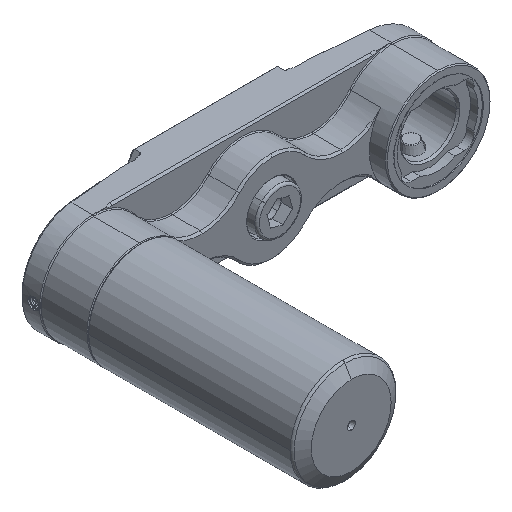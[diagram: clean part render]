
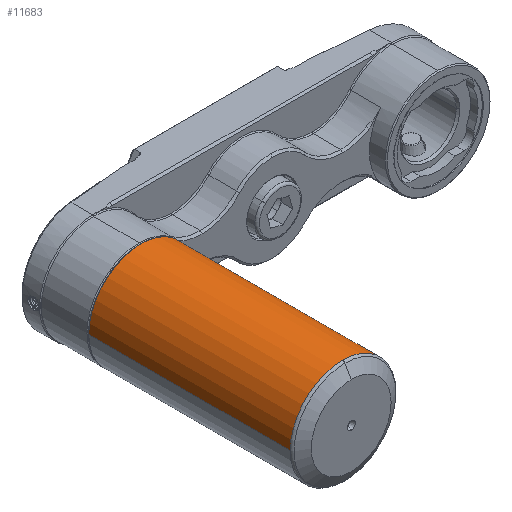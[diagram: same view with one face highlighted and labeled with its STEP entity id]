
A CAD part, isometric view. The second image highlights one B-rep face of the part: STEP entity #11683.
In plain terms, the highlighted cylindrical face has radius 27.5 mm (diameter 55 mm), a partial arc.
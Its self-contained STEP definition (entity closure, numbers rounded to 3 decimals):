
#243 = DIRECTION ( 'NONE',  ( -1., 0., 0. ) ) ;
#733 = DIRECTION ( 'NONE',  ( -1., 0., 0. ) ) ;
#822 = DIRECTION ( 'NONE',  ( 0., 0., 1. ) ) ;
#959 = DIRECTION ( 'NONE',  ( -1., 0., 0. ) ) ;
#1033 = LINE ( 'NONE', #13896, #8576 ) ;
#1276 = CARTESIAN_POINT ( 'NONE',  ( 30.4, 0., -27.5 ) ) ;
#2218 = CARTESIAN_POINT ( 'NONE',  ( 30.4, 0., 27.5 ) ) ;
#2232 = VERTEX_POINT ( 'NONE', #1276 ) ;
#2299 = ORIENTED_EDGE ( 'NONE', *, *, #9627, .F. ) ;
#2414 = AXIS2_PLACEMENT_3D ( 'NONE', #4200, #11790, #5417 ) ;
#2431 = DIRECTION ( 'NONE',  ( 0., 1., 0. ) ) ;
#2608 = AXIS2_PLACEMENT_3D ( 'NONE', #5971, #733, #822 ) ;
#3454 = DIRECTION ( 'NONE',  ( 0., 0., 1. ) ) ;
#4200 = CARTESIAN_POINT ( 'NONE',  ( 136.381, 0., 0. ) ) ;
#4203 = VECTOR ( 'NONE', #5612, 1000. ) ;
#5039 = AXIS2_PLACEMENT_3D ( 'NONE', #9842, #9792, #2431 ) ;
#5180 = CYLINDRICAL_SURFACE ( 'NONE', #8732, 27.5 ) ;
#5417 = DIRECTION ( 'NONE',  ( 0., 1., 0. ) ) ;
#5511 = CARTESIAN_POINT ( 'NONE',  ( -7.756, 0., 27.5 ) ) ;
#5526 = VERTEX_POINT ( 'NONE', #2218 ) ;
#5589 = ORIENTED_EDGE ( 'NONE', *, *, #10453, .F. ) ;
#5612 = DIRECTION ( 'NONE',  ( -1., 0., 0. ) ) ;
#5907 = EDGE_CURVE ( 'NONE', #11896, #13804, #11146, .T. ) ;
#5971 = CARTESIAN_POINT ( 'NONE',  ( 30.4, 0., 0. ) ) ;
#6660 = CARTESIAN_POINT ( 'NONE',  ( 136.381, 0., 27.5 ) ) ;
#6728 = CARTESIAN_POINT ( 'NONE',  ( -7.756, 0., 0. ) ) ;
#7135 = EDGE_CURVE ( 'NONE', #2232, #5526, #11301, .T. ) ;
#7209 = LINE ( 'NONE', #5511, #4203 ) ;
#7221 = CARTESIAN_POINT ( 'NONE',  ( 136.381, 0., -27.5 ) ) ;
#7384 = CIRCLE ( 'NONE', #5039, 27.5 ) ;
#7509 = ORIENTED_EDGE ( 'NONE', *, *, #5907, .F. ) ;
#8055 = EDGE_LOOP ( 'NONE', ( #2299, #7509, #5589, #8940, #10958 ) ) ;
#8576 = VECTOR ( 'NONE', #959, 1000. ) ;
#8732 = AXIS2_PLACEMENT_3D ( 'NONE', #6728, #243, #3454 ) ;
#8940 = ORIENTED_EDGE ( 'NONE', *, *, #10483, .T. ) ;
#9409 = CARTESIAN_POINT ( 'NONE',  ( 136.381, -27.5, 0. ) ) ;
#9627 = EDGE_CURVE ( 'NONE', #13804, #2232, #1033, .T. ) ;
#9792 = DIRECTION ( 'NONE',  ( 1., 0., 0. ) ) ;
#9842 = CARTESIAN_POINT ( 'NONE',  ( 136.381, 0., 0. ) ) ;
#10453 = EDGE_CURVE ( 'NONE', #12627, #11896, #7384, .T. ) ;
#10483 = EDGE_CURVE ( 'NONE', #12627, #5526, #7209, .T. ) ;
#10958 = ORIENTED_EDGE ( 'NONE', *, *, #7135, .F. ) ;
#11146 = CIRCLE ( 'NONE', #2414, 27.5 ) ;
#11301 = CIRCLE ( 'NONE', #2608, 27.5 ) ;
#11683 = ADVANCED_FACE ( 'NONE', ( #11932 ), #5180, .T. ) ;
#11790 = DIRECTION ( 'NONE',  ( 1., 0., 0. ) ) ;
#11896 = VERTEX_POINT ( 'NONE', #9409 ) ;
#11932 = FACE_OUTER_BOUND ( 'NONE', #8055, .T. ) ;
#12627 = VERTEX_POINT ( 'NONE', #6660 ) ;
#13804 = VERTEX_POINT ( 'NONE', #7221 ) ;
#13896 = CARTESIAN_POINT ( 'NONE',  ( -7.756, 0., -27.5 ) ) ;
